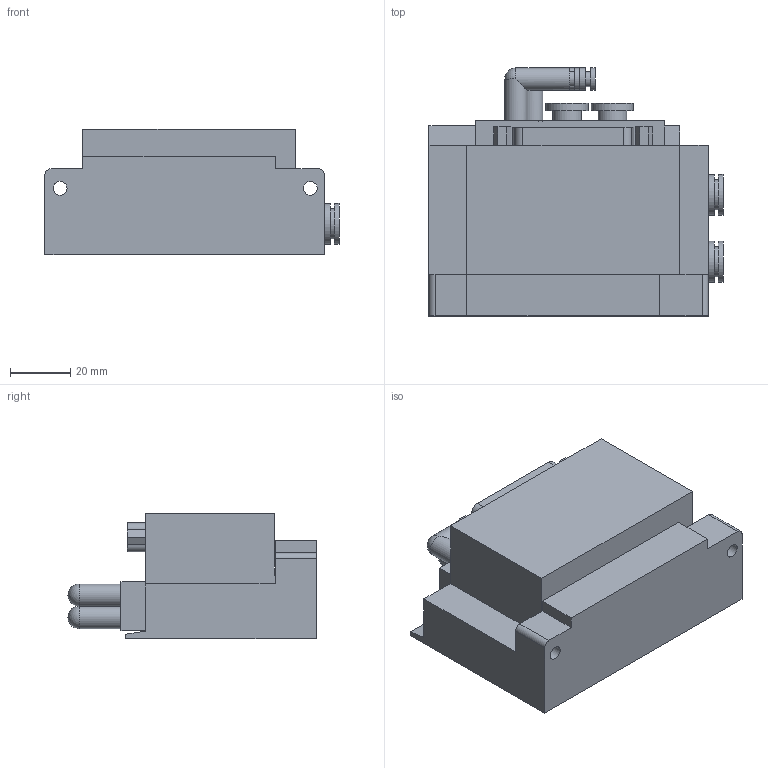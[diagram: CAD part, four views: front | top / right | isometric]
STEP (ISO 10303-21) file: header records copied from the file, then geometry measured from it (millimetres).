
FILE_DESCRIPTION(/* description */ ('STEP AP214'),/* implementation_level */ '2;1');
FILE_NAME(/* name */ 'SY30M-1-11AR1-C8(10_2_D__)',/* time_stamp */ '2022-08-27T18:20:44+02:00',/* author */ ('License CC BY-ND 4.0'),/* organization */ ('CADENAS'),/* preprocessor_version */ 'ST-DEVELOPER v18.102',/* originating_system */ 'PARTsolutions',/* authorisation */ ' ');
FILE_SCHEMA (('AUTOMOTIVE_DESIGN {1 0 10303 214 3 1 1}'));
Length unit declared in the file: millimetre
Products named in the file (1): SY30M-1-11AR1-C8(10_2_D__)
Bounding box: 97.5 x 82.3 x 41.6 mm (x, y, z)
Volume: 198375.1 mm3; surface area: 30617.7 mm2
Topology: 1 solids, 1 shells, 317 faces, 821 edges, 546 vertices
Faces by surface type: plane 235, cylinder 80, sphere 2
Full cylindrical faces by diameter (mm): 4.15 x2, 4.6 x2, 5 x2, 7.38 x3, 7.4 x3, 8 x2, 9.5 x2, 10 x2, 13.5 x4, 14 x2
Entity records: 9497 total; most frequent: CARTESIAN_POINT 1651, DIRECTION 1589, ORIENTED_EDGE 1582, EDGE_CURVE 791, LINE 629, VECTOR 629, VERTEX_POINT 542, AXIS2_PLACEMENT_3D 480
